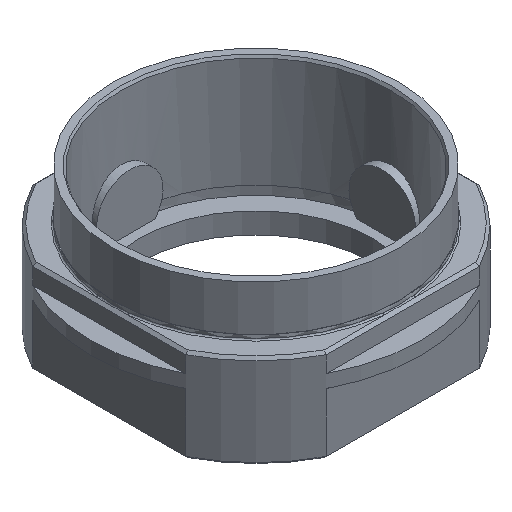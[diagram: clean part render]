
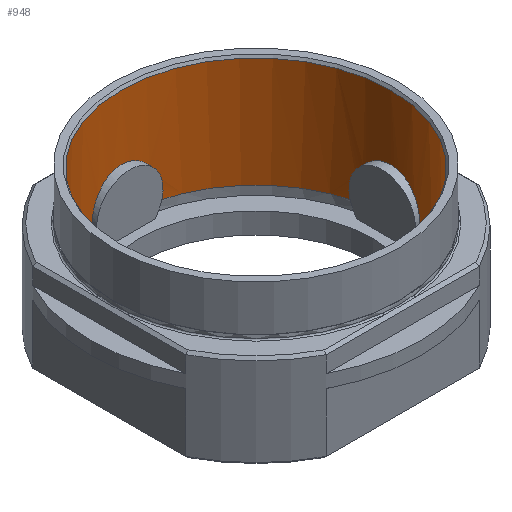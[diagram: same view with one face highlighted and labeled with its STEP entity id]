
A CAD part, isometric view. The second image highlights one B-rep face of the part: STEP entity #948.
In plain terms, the highlighted cylindrical face has radius 13.145 mm (diameter 26.289 mm), a full revolution.
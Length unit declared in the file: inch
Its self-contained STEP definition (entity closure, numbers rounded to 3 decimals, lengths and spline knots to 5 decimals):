
#142=FACE_OUTER_BOUND('',#200,.T.);
#200=EDGE_LOOP('',(#707,#708,#709,#710,#711,#712,#713,#714));
#255=CIRCLE('',#1025,0.5175);
#257=CIRCLE('',#1030,0.5175);
#261=CIRCLE('',#1037,0.5175);
#262=CIRCLE('',#1038,0.5175);
#304=B_SPLINE_CURVE_WITH_KNOTS('',3,(#1405,#1406,#1407,#1408,#1409,#1410,
#1411,#1412,#1413,#1414,#1415,#1416,#1417,#1418,#1419,#1420,#1421,#1422,
#1423,#1424,#1425,#1426,#1427),.UNSPECIFIED.,.F.,.F.,(4,2,2,2,2,2,2,2,2,
3,4),(-1.09923,-0.98028,-0.85774,-0.7352,
-0.61267,-0.49014,-0.36761,-0.24509,
-0.12254,0.,0.11895),.UNSPECIFIED.);
#307=B_SPLINE_CURVE_WITH_KNOTS('',3,(#1469,#1470,#1471,#1472,#1473,#1474,
#1475,#1476,#1477,#1478,#1479,#1480,#1481,#1482,#1483,#1484,#1485,#1486,
#1487,#1488,#1489,#1490,#1491),.UNSPECIFIED.,.F.,.F.,(4,2,2,2,2,2,2,2,2,
3,4),(-1.09923,-0.98028,-0.85774,-0.7352,
-0.61267,-0.49014,-0.36761,-0.24509,
-0.12254,0.,0.11895),.UNSPECIFIED.);
#343=LINE('',#1517,#398);
#398=VECTOR('',#1181,0.5175);
#444=VERTEX_POINT('',#1402);
#445=VERTEX_POINT('',#1404);
#455=VERTEX_POINT('',#1464);
#456=VERTEX_POINT('',#1468);
#458=VERTEX_POINT('',#1503);
#461=VERTEX_POINT('',#1515);
#526=EDGE_CURVE('',#445,#444,#304,.T.);
#540=EDGE_CURVE('',#455,#445,#255,.T.);
#542=EDGE_CURVE('',#456,#455,#307,.T.);
#546=EDGE_CURVE('',#458,#458,#257,.T.);
#552=EDGE_CURVE('',#444,#461,#261,.T.);
#553=EDGE_CURVE('',#461,#458,#343,.T.);
#554=EDGE_CURVE('',#461,#456,#262,.T.);
#707=ORIENTED_EDGE('',*,*,#526,.T.);
#708=ORIENTED_EDGE('',*,*,#552,.T.);
#709=ORIENTED_EDGE('',*,*,#553,.T.);
#710=ORIENTED_EDGE('',*,*,#546,.T.);
#711=ORIENTED_EDGE('',*,*,#553,.F.);
#712=ORIENTED_EDGE('',*,*,#554,.T.);
#713=ORIENTED_EDGE('',*,*,#542,.T.);
#714=ORIENTED_EDGE('',*,*,#540,.T.);
#933=CYLINDRICAL_SURFACE('',#1036,0.5175);
#948=ADVANCED_FACE('',(#142),#933,.F.);
#1025=AXIS2_PLACEMENT_3D('',#1465,#1151,#1152);
#1030=AXIS2_PLACEMENT_3D('',#1504,#1163,#1164);
#1036=AXIS2_PLACEMENT_3D('',#1514,#1177,#1178);
#1037=AXIS2_PLACEMENT_3D('',#1516,#1179,#1180);
#1038=AXIS2_PLACEMENT_3D('',#1518,#1182,#1183);
#1151=DIRECTION('center_axis',(0.,0.,-1.));
#1152=DIRECTION('ref_axis',(-1.,0.,0.));
#1163=DIRECTION('center_axis',(0.,0.,1.));
#1164=DIRECTION('ref_axis',(1.,0.,0.));
#1177=DIRECTION('center_axis',(0.,0.,1.));
#1178=DIRECTION('ref_axis',(1.,0.,0.));
#1179=DIRECTION('center_axis',(0.,0.,-1.));
#1180=DIRECTION('ref_axis',(-1.,0.,0.));
#1181=DIRECTION('',(0.,0.,1.));
#1182=DIRECTION('center_axis',(0.,0.,-1.));
#1183=DIRECTION('ref_axis',(-1.,0.,0.));
#1402=CARTESIAN_POINT('',(0.50379,-0.11832,0.0075));
#1404=CARTESIAN_POINT('',(0.50379,0.11832,0.0075));
#1405=CARTESIAN_POINT('Ctrl Pts',(0.50379,0.11832,0.0075));
#1406=CARTESIAN_POINT('Ctrl Pts',(0.50235,0.12447,0.02281));
#1407=CARTESIAN_POINT('Ctrl Pts',(0.50155,0.1275,0.03939));
#1408=CARTESIAN_POINT('Ctrl Pts',(0.50155,0.1275,0.07108));
#1409=CARTESIAN_POINT('Ctrl Pts',(0.5024,0.12427,0.08819));
#1410=CARTESIAN_POINT('Ctrl Pts',(0.50545,0.11124,0.11958));
#1411=CARTESIAN_POINT('Ctrl Pts',(0.50759,0.10144,0.13387));
#1412=CARTESIAN_POINT('Ctrl Pts',(0.51158,0.07887,
0.15644));
#1413=CARTESIAN_POINT('Ctrl Pts',(0.5137,0.06458,
0.16624));
#1414=CARTESIAN_POINT('Ctrl Pts',(0.51668,0.03319,
0.17927));
#1415=CARTESIAN_POINT('Ctrl Pts',(0.5175,0.01608,0.1825));
#1416=CARTESIAN_POINT('Ctrl Pts',(0.5175,-0.01608,
0.1825));
#1417=CARTESIAN_POINT('Ctrl Pts',(0.51668,-0.03319,
0.17927));
#1418=CARTESIAN_POINT('Ctrl Pts',(0.5137,-0.06458,
0.16624));
#1419=CARTESIAN_POINT('Ctrl Pts',(0.51158,-0.07887,
0.15644));
#1420=CARTESIAN_POINT('Ctrl Pts',(0.50759,-0.10144,
0.13387));
#1421=CARTESIAN_POINT('Ctrl Pts',(0.50545,-0.11124,
0.11958));
#1422=CARTESIAN_POINT('Ctrl Pts',(0.5024,-0.12427,0.08819));
#1423=CARTESIAN_POINT('Ctrl Pts',(0.50155,-0.1275,
0.07108));
#1424=CARTESIAN_POINT('Ctrl Pts',(0.50155,-0.1275,
0.055));
#1425=CARTESIAN_POINT('Ctrl Pts',(0.50155,-0.1275,
0.03939));
#1426=CARTESIAN_POINT('Ctrl Pts',(0.50235,-0.12447,
0.02281));
#1427=CARTESIAN_POINT('Ctrl Pts',(0.50379,-0.11832,
0.0075));
#1464=CARTESIAN_POINT('',(0.11832,0.50379,0.0075));
#1465=CARTESIAN_POINT('Origin',(0.,0.,
0.0075));
#1468=CARTESIAN_POINT('',(-0.11832,0.50379,0.0075));
#1469=CARTESIAN_POINT('Ctrl Pts',(-0.11832,0.50379,
0.0075));
#1470=CARTESIAN_POINT('Ctrl Pts',(-0.12447,0.50235,
0.02281));
#1471=CARTESIAN_POINT('Ctrl Pts',(-0.1275,0.50155,0.03939));
#1472=CARTESIAN_POINT('Ctrl Pts',(-0.1275,0.50155,0.07108));
#1473=CARTESIAN_POINT('Ctrl Pts',(-0.12427,0.5024,0.08819));
#1474=CARTESIAN_POINT('Ctrl Pts',(-0.11124,0.50545,0.11958));
#1475=CARTESIAN_POINT('Ctrl Pts',(-0.10144,0.50759,
0.13387));
#1476=CARTESIAN_POINT('Ctrl Pts',(-0.07887,0.51158,
0.15644));
#1477=CARTESIAN_POINT('Ctrl Pts',(-0.06458,0.5137,
0.16624));
#1478=CARTESIAN_POINT('Ctrl Pts',(-0.03319,0.51668,
0.17927));
#1479=CARTESIAN_POINT('Ctrl Pts',(-0.01608,0.5175,0.1825));
#1480=CARTESIAN_POINT('Ctrl Pts',(0.01608,0.5175,0.1825));
#1481=CARTESIAN_POINT('Ctrl Pts',(0.03319,0.51668,
0.17927));
#1482=CARTESIAN_POINT('Ctrl Pts',(0.06458,0.5137,
0.16624));
#1483=CARTESIAN_POINT('Ctrl Pts',(0.07887,0.51158,
0.15644));
#1484=CARTESIAN_POINT('Ctrl Pts',(0.10144,0.50759,0.13387));
#1485=CARTESIAN_POINT('Ctrl Pts',(0.11124,0.50545,0.11958));
#1486=CARTESIAN_POINT('Ctrl Pts',(0.12427,0.5024,0.08819));
#1487=CARTESIAN_POINT('Ctrl Pts',(0.1275,0.50155,0.07108));
#1488=CARTESIAN_POINT('Ctrl Pts',(0.1275,0.50155,0.055));
#1489=CARTESIAN_POINT('Ctrl Pts',(0.1275,0.50155,0.03939));
#1490=CARTESIAN_POINT('Ctrl Pts',(0.12447,0.50235,0.02281));
#1491=CARTESIAN_POINT('Ctrl Pts',(0.11832,0.50379,0.0075));
#1503=CARTESIAN_POINT('',(-0.5175,0.,0.43));
#1504=CARTESIAN_POINT('Origin',(0.,0.,
0.43));
#1514=CARTESIAN_POINT('Origin',(0.,0.,
-1.57371));
#1515=CARTESIAN_POINT('',(-0.5175,0.,0.0075));
#1516=CARTESIAN_POINT('Origin',(0.,0.,
0.0075));
#1517=CARTESIAN_POINT('',(-0.5175,0.,-1.57371));
#1518=CARTESIAN_POINT('Origin',(0.,0.,
0.0075));
